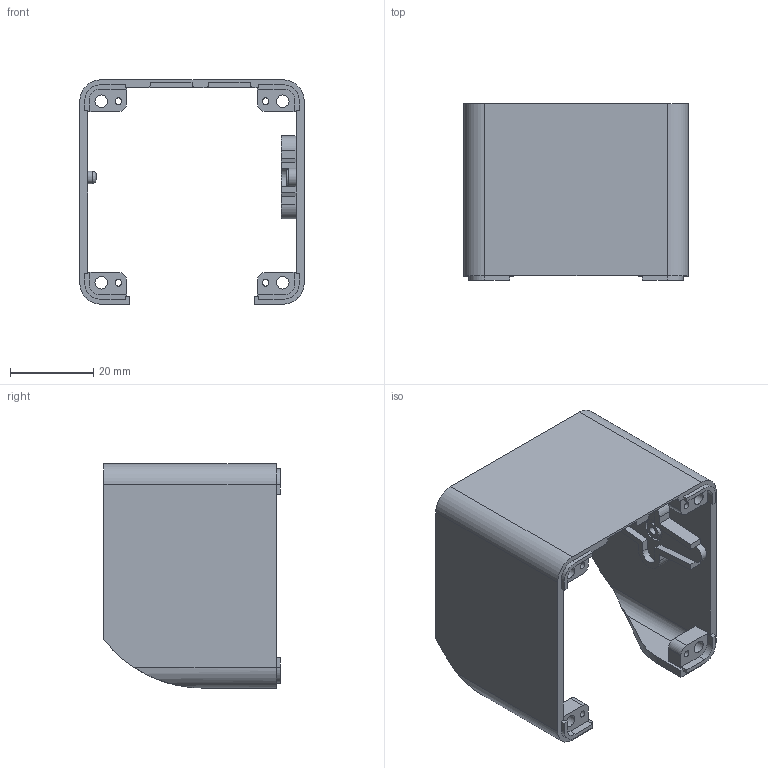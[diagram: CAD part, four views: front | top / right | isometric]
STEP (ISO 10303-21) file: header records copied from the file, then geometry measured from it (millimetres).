
FILE_DESCRIPTION(/* description */ (''),/* implementation_level */ '2;1');
FILE_NAME(/* name */ 'shell_sg90 v20.step',/* time_stamp */ '2021-12-05T00:01:01+09:00',/* author */ (''),/* organization */ (''),/* preprocessor_version */ 'ST-DEVELOPER v18.1',/* originating_system */ 'Autodesk Translation Framework v10.10.0.1391',/* authorisation */ '');
FILE_SCHEMA (('AUTOMOTIVE_DESIGN { 1 0 10303 214 3 1 1 }'));
Length unit declared in the file: millimetre
Products named in the file (1): shell_sg90
Bounding box: 54 x 42.5 x 54 mm (x, y, z)
Volume: 14204.8 mm3; surface area: 15306.2 mm2
Topology: 1 solids, 1 shells, 377 faces, 1070 edges, 712 vertices
Faces by surface type: plane 168, bspline 162, cylinder 46, torus 1
Full cylindrical faces by diameter (mm): 1.6 x4, 2 x1, 3 x5, 3.8 x1, 5 x1, 5.6 x1
Entity records: 13929 total; most frequent: CARTESIAN_POINT 5115, ORIENTED_EDGE 2140, DIRECTION 1266, EDGE_CURVE 1070, VERTEX_POINT 712, LINE 648, VECTOR 648, EDGE_LOOP 412
